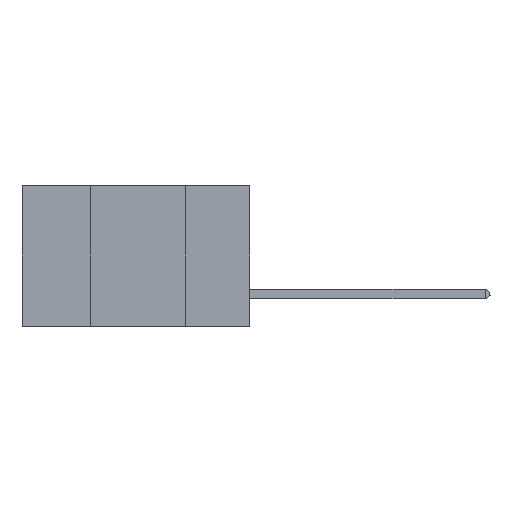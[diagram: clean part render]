
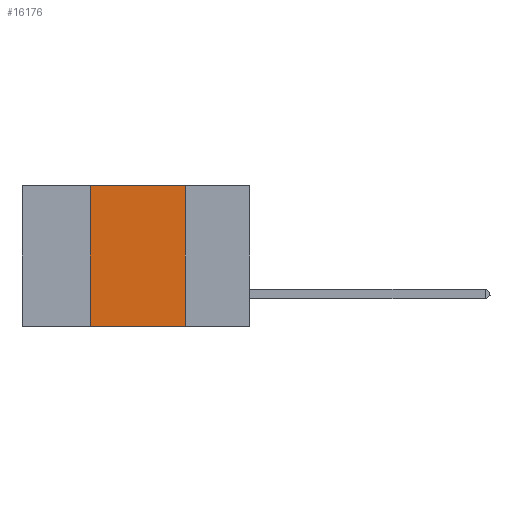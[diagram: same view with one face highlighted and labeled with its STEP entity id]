
A CAD part, left-side view. The second image highlights one B-rep face of the part: STEP entity #16176.
In plain terms, the highlighted planar face has unit normal (-1, 0, 0).
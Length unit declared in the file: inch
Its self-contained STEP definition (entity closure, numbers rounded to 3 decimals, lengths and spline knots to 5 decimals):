
#249 = VECTOR ( 'NONE', #37831, 39.37008 ) ;
#981 = DIRECTION ( 'NONE',  ( 0., -1., 0. ) ) ;
#3568 = DIRECTION ( 'NONE',  ( 1., 0., 0. ) ) ;
#4945 = CARTESIAN_POINT ( 'NONE',  ( 0., 0.42, -0.37 ) ) ;
#6046 = DIRECTION ( 'NONE',  ( 0., 0., -1. ) ) ;
#6618 = CARTESIAN_POINT ( 'NONE',  ( 0., 0.17, 0. ) ) ;
#6982 = VERTEX_POINT ( 'NONE', #4945 ) ;
#8677 = AXIS2_PLACEMENT_3D ( 'NONE', #9920, #3568, #6046 ) ;
#9122 = FACE_OUTER_BOUND ( 'NONE', #38935, .T. ) ;
#9358 = VECTOR ( 'NONE', #17096, 39.37008 ) ;
#9719 = CARTESIAN_POINT ( 'NONE',  ( 0., 0.6, 0. ) ) ;
#9920 = CARTESIAN_POINT ( 'NONE',  ( 0., 0.6, 0. ) ) ;
#10484 = ORIENTED_EDGE ( 'NONE', *, *, #15740, .F. ) ;
#11378 = VECTOR ( 'NONE', #981, 39.37008 ) ;
#13993 = EDGE_CURVE ( 'NONE', #6982, #25347, #19951, .T. ) ;
#15740 = EDGE_CURVE ( 'NONE', #35213, #31339, #19210, .T. ) ;
#15905 = PLANE ( 'NONE',  #8677 ) ;
#16075 = ORIENTED_EDGE ( 'NONE', *, *, #16854, .F. ) ;
#16176 = ADVANCED_FACE ( 'NONE', ( #9122 ), #15905, .F. ) ;
#16212 = LINE ( 'NONE', #37931, #25167 ) ;
#16854 = EDGE_CURVE ( 'NONE', #6982, #35213, #22899, .T. ) ;
#17096 = DIRECTION ( 'NONE',  ( 0., 0., 1. ) ) ;
#19210 = LINE ( 'NONE', #9719, #249 ) ;
#19716 = DIRECTION ( 'NONE',  ( 0., 0., -1. ) ) ;
#19788 = CARTESIAN_POINT ( 'NONE',  ( 0., 0.42, 0. ) ) ;
#19951 = LINE ( 'NONE', #23256, #11378 ) ;
#20991 = ORIENTED_EDGE ( 'NONE', *, *, #13993, .T. ) ;
#22899 = LINE ( 'NONE', #19788, #9358 ) ;
#23256 = CARTESIAN_POINT ( 'NONE',  ( 0., 0.6, -0.37 ) ) ;
#25167 = VECTOR ( 'NONE', #19716, 39.37008 ) ;
#25347 = VERTEX_POINT ( 'NONE', #30522 ) ;
#30522 = CARTESIAN_POINT ( 'NONE',  ( 0., 0.17, -0.37 ) ) ;
#31339 = VERTEX_POINT ( 'NONE', #6618 ) ;
#32044 = ORIENTED_EDGE ( 'NONE', *, *, #35045, .F. ) ;
#35045 = EDGE_CURVE ( 'NONE', #31339, #25347, #16212, .T. ) ;
#35213 = VERTEX_POINT ( 'NONE', #40154 ) ;
#37831 = DIRECTION ( 'NONE',  ( 0., -1., 0. ) ) ;
#37931 = CARTESIAN_POINT ( 'NONE',  ( 0., 0.17, 0. ) ) ;
#38935 = EDGE_LOOP ( 'NONE', ( #32044, #10484, #16075, #20991 ) ) ;
#40154 = CARTESIAN_POINT ( 'NONE',  ( 0., 0.42, 0. ) ) ;
